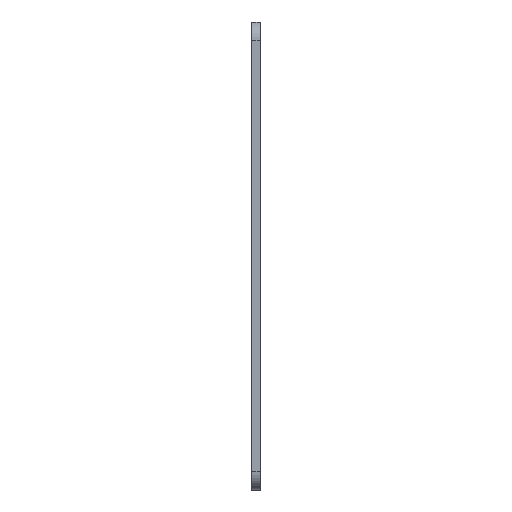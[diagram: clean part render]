
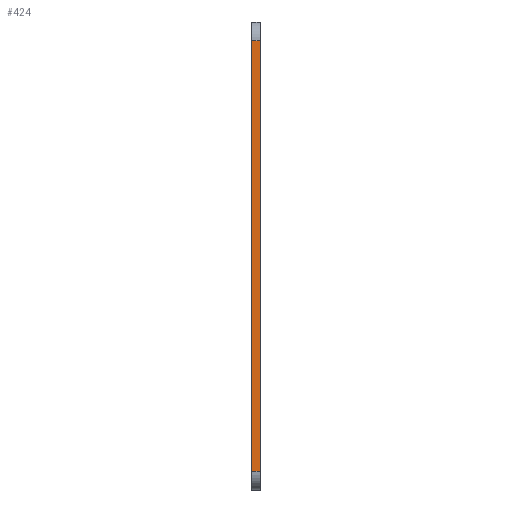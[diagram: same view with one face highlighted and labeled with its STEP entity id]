
A CAD part, left-side view. The second image highlights one B-rep face of the part: STEP entity #424.
In plain terms, the highlighted planar face has unit normal (-1, 0, 0).
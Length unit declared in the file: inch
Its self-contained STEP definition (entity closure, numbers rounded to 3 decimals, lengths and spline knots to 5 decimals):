
#31 = CARTESIAN_POINT ( 'NONE',  ( 0., 0.11811, -0.25 ) ) ;
#51 = EDGE_LOOP ( 'NONE', ( #156, #66, #196, #682 ) ) ;
#66 = ORIENTED_EDGE ( 'NONE', *, *, #115, .T. ) ;
#73 = CARTESIAN_POINT ( 'NONE',  ( 0., 0.11811, -0.25 ) ) ;
#77 = DIRECTION ( 'NONE',  ( 0., 0., 1. ) ) ;
#99 = CARTESIAN_POINT ( 'NONE',  ( 0., 0.11811, 0. ) ) ;
#115 = EDGE_CURVE ( 'NONE', #253, #567, #455, .T. ) ;
#127 = EDGE_CURVE ( 'NONE', #214, #253, #416, .T. ) ;
#156 = ORIENTED_EDGE ( 'NONE', *, *, #127, .T. ) ;
#169 = DIRECTION ( 'NONE',  ( 0., 0., -1. ) ) ;
#184 = EDGE_CURVE ( 'NONE', #295, #567, #426, .T. ) ;
#189 = VECTOR ( 'NONE', #637, 39.37008 ) ;
#194 = CARTESIAN_POINT ( 'NONE',  ( 0., 0.11811, -6.04558 ) ) ;
#196 = ORIENTED_EDGE ( 'NONE', *, *, #184, .F. ) ;
#214 = VERTEX_POINT ( 'NONE', #374 ) ;
#222 = PLANE ( 'NONE',  #347 ) ;
#232 = FACE_OUTER_BOUND ( 'NONE', #51, .T. ) ;
#253 = VERTEX_POINT ( 'NONE', #431 ) ;
#270 = VECTOR ( 'NONE', #77, 39.37008 ) ;
#295 = VERTEX_POINT ( 'NONE', #485 ) ;
#347 = AXIS2_PLACEMENT_3D ( 'NONE', #646, #658, #169 ) ;
#374 = CARTESIAN_POINT ( 'NONE',  ( 0., 0., -6.04558 ) ) ;
#401 = CARTESIAN_POINT ( 'NONE',  ( 0., 0., 0. ) ) ;
#416 = LINE ( 'NONE', #401, #270 ) ;
#424 = ADVANCED_FACE ( 'NONE', ( #232 ), #222, .F. ) ;
#426 = LINE ( 'NONE', #99, #189 ) ;
#431 = CARTESIAN_POINT ( 'NONE',  ( 0., 0., -0.25 ) ) ;
#455 = LINE ( 'NONE', #31, #569 ) ;
#485 = CARTESIAN_POINT ( 'NONE',  ( 0., 0.11811, -6.04558 ) ) ;
#501 = VECTOR ( 'NONE', #616, 39.37008 ) ;
#567 = VERTEX_POINT ( 'NONE', #73 ) ;
#569 = VECTOR ( 'NONE', #673, 39.37008 ) ;
#594 = EDGE_CURVE ( 'NONE', #295, #214, #672, .T. ) ;
#616 = DIRECTION ( 'NONE',  ( 0., -1., 0. ) ) ;
#637 = DIRECTION ( 'NONE',  ( 0., 0., 1. ) ) ;
#646 = CARTESIAN_POINT ( 'NONE',  ( 0., 0.11811, 0. ) ) ;
#658 = DIRECTION ( 'NONE',  ( 1., 0., 0. ) ) ;
#672 = LINE ( 'NONE', #194, #501 ) ;
#673 = DIRECTION ( 'NONE',  ( 0., 1., 0. ) ) ;
#682 = ORIENTED_EDGE ( 'NONE', *, *, #594, .T. ) ;
